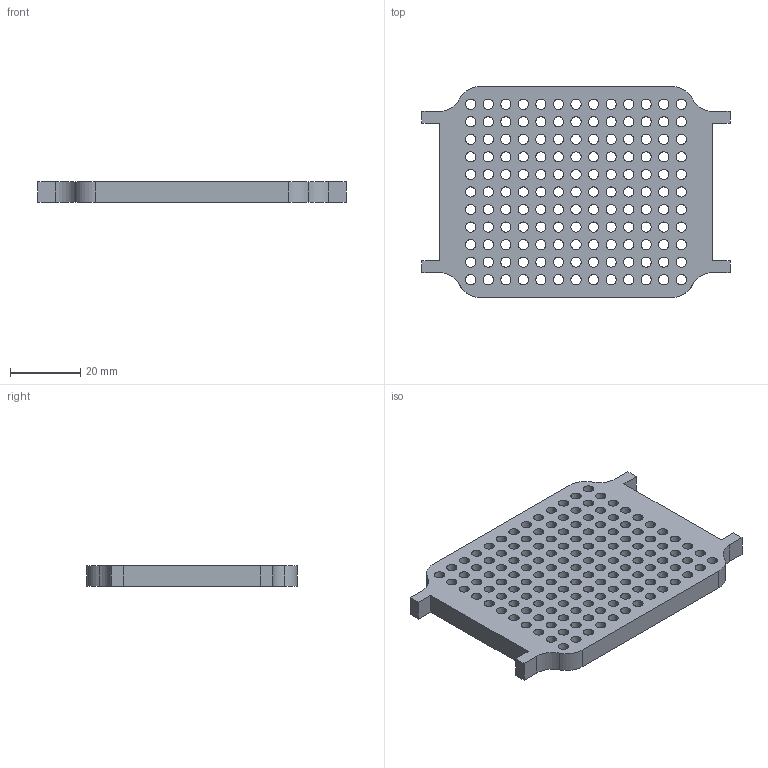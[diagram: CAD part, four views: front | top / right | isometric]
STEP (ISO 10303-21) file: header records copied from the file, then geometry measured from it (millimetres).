
FILE_DESCRIPTION (( 'STEP AP203' ), '1' );
FILE_NAME ('Board plate.STEP', '2019-05-07T03:54:16', ( '' ), ( '' ), 'SwSTEP 2.0', 'SolidWorks 2017', '' );
FILE_SCHEMA (( 'CONFIG_CONTROL_DESIGN' ));
Length unit declared in the file: millimetre
Products named in the file (1): Board plate
Bounding box: 87.8 x 60 x 5.85 mm (x, y, z)
Volume: 21241.4 mm3; surface area: 16628.5 mm2
Topology: 1 solids, 1 shells, 312 faces, 930 edges, 620 vertices
Faces by surface type: cylinder 294, plane 18
Entity records: 11491 total; most frequent: DIRECTION 2144, CARTESIAN_POINT 1863, ORIENTED_EDGE 1860, EDGE_CURVE 930, AXIS2_PLACEMENT_3D 901, VERTEX_POINT 620, EDGE_LOOP 598, CIRCLE 588
